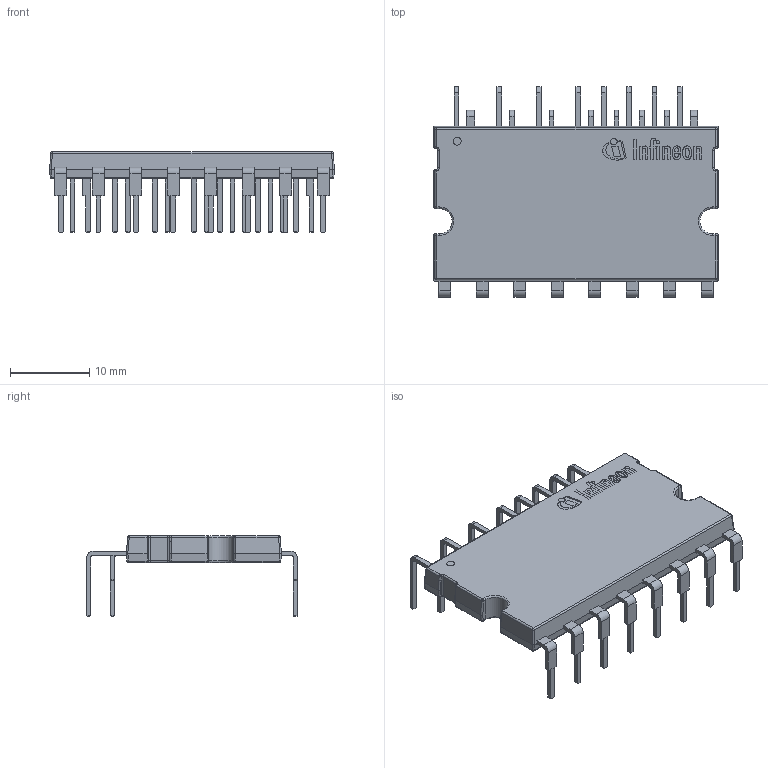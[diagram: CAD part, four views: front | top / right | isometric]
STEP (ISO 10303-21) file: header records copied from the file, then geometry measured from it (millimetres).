
FILE_DESCRIPTION(/* description */ (''),/* implementation_level */ '2;1');
FILE_NAME(/* name */ 'Final.stp',/* time_stamp */ '2020-03-09T18:40:52+02:00',/* author */ ('k'),/* organization */ (''),/* preprocessor_version */ 'ST-DEVELOPER v15.6',/* originating_system */ 'Autodesk Inventor 2015',/* authorisation */ '');
FILE_SCHEMA (('AUTOMOTIVE_DESIGN { 1 0 10303 214 3 1 1 }'));
Products named in the file (5): 1; 3; 4; Infineon Logo Adjustable
Bounding box: 36 x 26.6 x 10.2 mm (x, y, z)
Volume: 2413.9 mm3; surface area: 2418.8 mm2
Topology: 38 solids, 38 shells, 772 faces, 1912 edges, 1216 vertices
Faces by surface type: plane 484, cylinder 248, sphere 24, torus 12, bspline 4
Full cylindrical faces by diameter (mm): 0.398 x1, 0.832 x1, 1.003 x1
Entity records: 22813 total; most frequent: CARTESIAN_POINT 4006, DIRECTION 3959, ORIENTED_EDGE 3818, EDGE_CURVE 1909, LINE 1397, VECTOR 1397, AXIS2_PLACEMENT_3D 1281, VERTEX_POINT 1216
